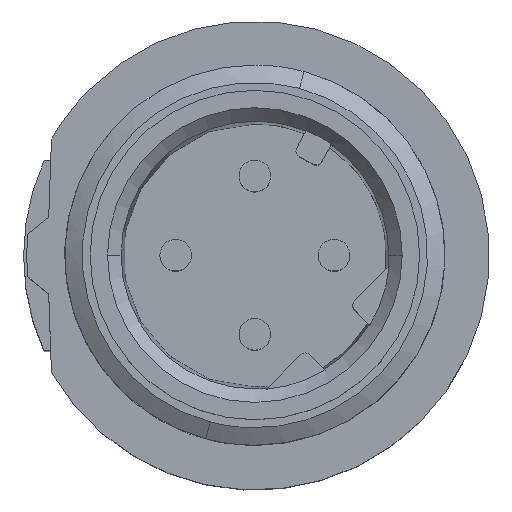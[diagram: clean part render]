
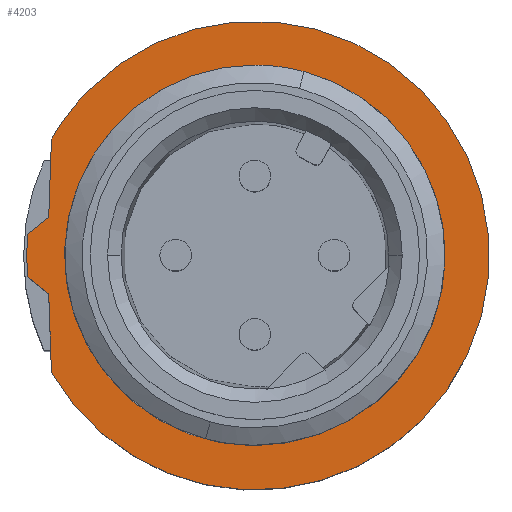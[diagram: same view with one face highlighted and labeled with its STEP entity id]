
A CAD part, top view. The second image highlights one B-rep face of the part: STEP entity #4203.
In plain terms, the highlighted planar face has unit normal (0, 0, 1).
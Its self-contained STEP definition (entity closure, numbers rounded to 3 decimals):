
#1218=DIRECTION('',(0.035,-0.999,0.));
#1219=VECTOR('',#1218,2.47);
#1220=CARTESIAN_POINT('',(13.975,30.65,241.65));
#1221=LINE('',#1220,#1219);
#1222=DIRECTION('',(0.777,-0.629,0.));
#1223=VECTOR('',#1222,0.861);
#1224=CARTESIAN_POINT('',(13.306,31.192,241.65));
#1225=LINE('',#1224,#1223);
#1226=DIRECTION('',(0.035,-0.999,0.));
#1227=VECTOR('',#1226,0.668);
#1228=CARTESIAN_POINT('',(13.283,31.86,241.65));
#1229=LINE('',#1228,#1227);
#1230=DIRECTION('',(-0.035,-0.999,0.));
#1231=VECTOR('',#1230,0.668);
#1232=CARTESIAN_POINT('',(13.306,32.528,241.65));
#1233=LINE('',#1232,#1231);
#1234=DIRECTION('',(-0.777,-0.629,0.));
#1235=VECTOR('',#1234,0.861);
#1236=CARTESIAN_POINT('',(13.975,33.07,241.65));
#1237=LINE('',#1236,#1235);
#1238=DIRECTION('',(-0.035,-0.999,0.));
#1239=VECTOR('',#1238,2.47);
#1240=CARTESIAN_POINT('',(14.062,35.539,241.65));
#1241=LINE('',#1240,#1239);
#1242=CARTESIAN_POINT('',(20.483,31.86,241.65));
#1243=DIRECTION('',(0.,0.,1.));
#1244=DIRECTION('',(-0.707,0.707,0.));
#1245=AXIS2_PLACEMENT_3D('',#1242,#1243,#1244);
#1247=CARTESIAN_POINT('',(20.483,31.86,241.65));
#1248=DIRECTION('',(0.,0.,1.));
#1249=DIRECTION('',(0.707,-0.707,0.));
#1250=AXIS2_PLACEMENT_3D('',#1247,#1248,#1249);
#1252=CARTESIAN_POINT('',(20.483,31.86,241.65));
#1253=DIRECTION('',(0.,0.,1.));
#1254=DIRECTION('',(-0.868,-0.497,0.));
#1255=AXIS2_PLACEMENT_3D('',#1252,#1253,#1254);
#1257=CARTESIAN_POINT('',(20.483,31.86,241.65));
#1258=DIRECTION('',(0.,0.,-1.));
#1259=DIRECTION('',(0.,-1.,0.));
#1260=AXIS2_PLACEMENT_3D('',#1257,#1258,#1259);
#1262=CARTESIAN_POINT('',(20.483,31.86,241.65));
#1263=DIRECTION('',(0.,0.,-1.));
#1264=DIRECTION('',(0.,1.,0.));
#1265=AXIS2_PLACEMENT_3D('',#1262,#1263,#1264);
#1986=CARTESIAN_POINT('',(13.975,30.65,241.65));
#1987=VERTEX_POINT('',#1986);
#1988=CARTESIAN_POINT('',(13.306,31.192,241.65));
#1989=VERTEX_POINT('',#1988);
#1990=CARTESIAN_POINT('',(13.283,31.86,241.65));
#1991=VERTEX_POINT('',#1990);
#1992=CARTESIAN_POINT('',(13.306,32.528,241.65));
#1993=VERTEX_POINT('',#1992);
#1994=CARTESIAN_POINT('',(13.975,33.07,241.65));
#1995=VERTEX_POINT('',#1994);
#1996=CARTESIAN_POINT('',(14.062,35.539,241.65));
#1997=VERTEX_POINT('',#1996);
#1998=CARTESIAN_POINT('',(15.25,37.093,241.65));
#1999=VERTEX_POINT('',#1998);
#2000=CARTESIAN_POINT('',(14.062,28.182,241.65));
#2001=VERTEX_POINT('',#2000);
#2002=CARTESIAN_POINT('',(20.483,37.86,241.65));
#2003=CARTESIAN_POINT('',(20.483,25.86,241.65));
#2004=VERTEX_POINT('',#2002);
#2005=VERTEX_POINT('',#2003);
#2006=CARTESIAN_POINT('',(25.715,26.628,241.65));
#2007=VERTEX_POINT('',#2006);
#4173=CARTESIAN_POINT('',(22.015,38.334,241.65));
#4174=DIRECTION('',(0.,0.,1.));
#4175=DIRECTION('',(-0.707,-0.707,0.));
#4176=AXIS2_PLACEMENT_3D('',#4173,#4174,#4175);
#4177=PLANE('',#4176);
#4179=ORIENTED_EDGE('',*,*,#4178,.F.);
#4180=ORIENTED_EDGE('',*,*,#4156,.F.);
#4182=ORIENTED_EDGE('',*,*,#4181,.F.);
#4184=ORIENTED_EDGE('',*,*,#4183,.F.);
#4186=ORIENTED_EDGE('',*,*,#4185,.F.);
#4188=ORIENTED_EDGE('',*,*,#4187,.F.);
#4190=ORIENTED_EDGE('',*,*,#4189,.F.);
#4192=ORIENTED_EDGE('',*,*,#4191,.F.);
#4194=ORIENTED_EDGE('',*,*,#4193,.F.);
#4195=EDGE_LOOP('',(#4179,#4180,#4182,#4184,#4186,#4188,#4190,#4192,#4194));
#4196=FACE_OUTER_BOUND('',#4195,.F.);
#4198=ORIENTED_EDGE('',*,*,#4197,.F.);
#4200=ORIENTED_EDGE('',*,*,#4199,.F.);
#4201=EDGE_LOOP('',(#4198,#4200));
#4202=FACE_BOUND('',#4201,.F.);
#4203=ADVANCED_FACE('',(#4196,#4202),#4177,.T.);
#1246=CIRCLE('',#1245,7.4);
#1251=CIRCLE('',#1250,7.4);
#1256=CIRCLE('',#1255,7.4);
#1261=CIRCLE('',#1260,6.);
#1266=CIRCLE('',#1265,6.);
#4156=EDGE_CURVE('',#1989,#1987,#1225,.T.);
#4178=EDGE_CURVE('',#1987,#2001,#1221,.T.);
#4181=EDGE_CURVE('',#1991,#1989,#1229,.T.);
#4183=EDGE_CURVE('',#1993,#1991,#1233,.T.);
#4185=EDGE_CURVE('',#1995,#1993,#1237,.T.);
#4187=EDGE_CURVE('',#1997,#1995,#1241,.T.);
#4189=EDGE_CURVE('',#1999,#1997,#1246,.T.);
#4191=EDGE_CURVE('',#2007,#1999,#1251,.T.);
#4193=EDGE_CURVE('',#2001,#2007,#1256,.T.);
#4197=EDGE_CURVE('',#2005,#2004,#1261,.T.);
#4199=EDGE_CURVE('',#2004,#2005,#1266,.T.);
